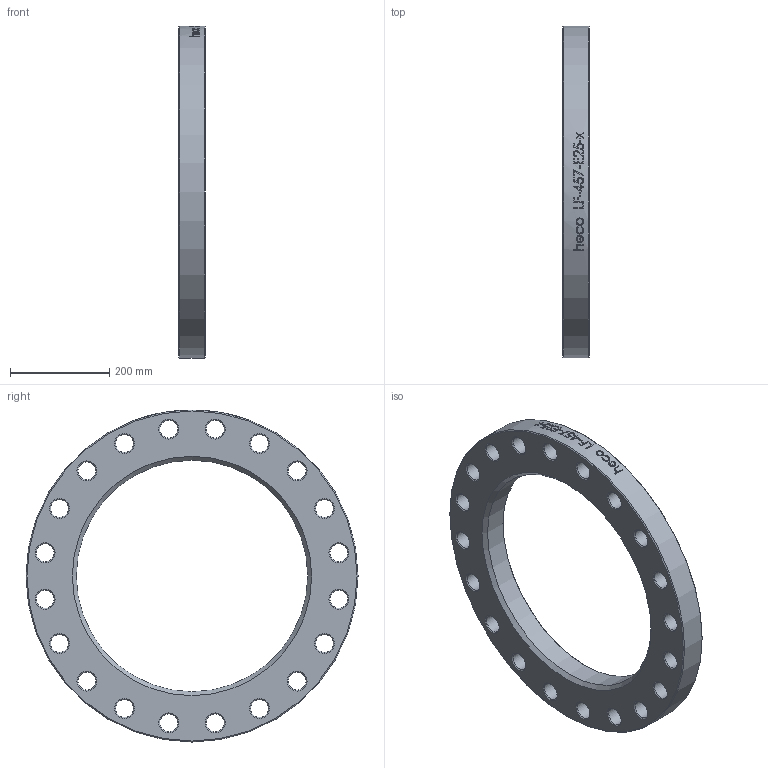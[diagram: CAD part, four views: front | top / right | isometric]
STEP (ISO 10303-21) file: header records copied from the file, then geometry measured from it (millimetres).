
FILE_DESCRIPTION (( 'STEP AP214' ), '1' );
FILE_NAME ('LF-457-E25-x Loser Flansch 2101.STEP', '2021-01-25T15:16:13', ( '' ), ( '' ), 'SwSTEP 2.0', 'SolidWorks 2019', '' );
FILE_SCHEMA (( 'AUTOMOTIVE_DESIGN' ));
Length unit declared in the file: millimetre
Products named in the file (1): LF-457-E25-x Loser Flansch 2101
Bounding box: 54 x 670 x 670 mm (x, y, z)
Volume: 8611010 mm3; surface area: 618243.7 mm2
Topology: 1 solids, 1 shells, 87 faces, 338 edges, 271 vertices
Faces by surface type: cone 44, cylinder 41, plane 2
Full cylindrical faces by diameter (mm): 36 x20, 467 x1, 670 x1
Entity records: 6659 total; most frequent: CARTESIAN_POINT 3874, ORIENTED_EDGE 494, DIRECTION 478, VERTEX_POINT 247, EDGE_CURVE 247, AXIS2_PLACEMENT_3D 222, EDGE_LOOP 214, CIRCLE 134
